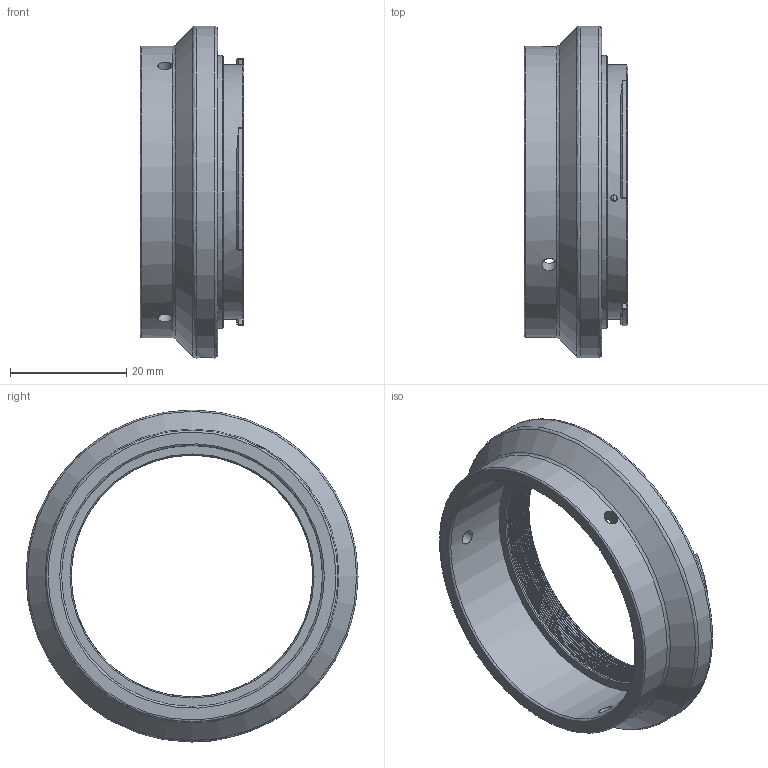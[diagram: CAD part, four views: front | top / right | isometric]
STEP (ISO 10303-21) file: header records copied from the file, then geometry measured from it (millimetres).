
FILE_DESCRIPTION (( 'STEP AP203' ), '1' );
FILE_NAME ('693040.STEP', '2025-12-22T02:22:55', ( 'Windows User' ), ( 'P R C' ), 'SwSTEP 2.0', 'SolidWorks 2020', '' );
FILE_SCHEMA (( 'CONFIG_CONTROL_DESIGN' ));
Length unit declared in the file: millimetre
Products named in the file (1): 693040
Bounding box: 17.8 x 57 x 57 mm (x, y, z)
Volume: 9631.8 mm3; surface area: 7859.6 mm2
Topology: 1 solids, 1 shells, 106 faces, 277 edges, 182 vertices
Faces by surface type: plane 48, cylinder 28, cone 25, bspline 5
Full cylindrical faces by diameter (mm): 1.1 x1, 2 x1, 2.5 x3, 41.5 x10, 43.7 x1, 44.8 x1, 46.9 x1, 50 x1, 57 x1
Entity records: 3653 total; most frequent: CARTESIAN_POINT 1358, DIRECTION 432, ORIENTED_EDGE 426, EDGE_CURVE 213, AXIS2_PLACEMENT_3D 182, EDGE_LOOP 165, VERTEX_POINT 158, FACE_OUTER_BOUND 131
